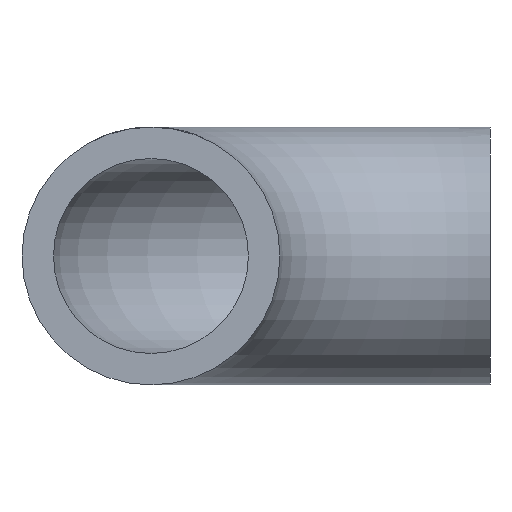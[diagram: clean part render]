
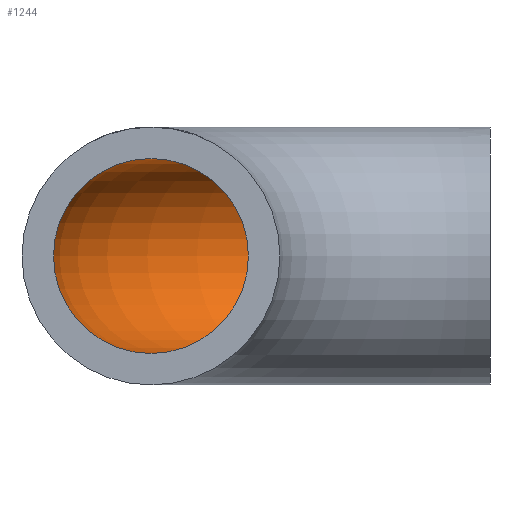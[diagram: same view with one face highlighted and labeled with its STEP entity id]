
A CAD part, front view. The second image highlights one B-rep face of the part: STEP entity #1244.
In plain terms, the highlighted toroidal (fillet/blend) face has major radius 28 mm and minor radius 8.05 mm.
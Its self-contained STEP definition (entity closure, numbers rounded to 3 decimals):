
#373 = EDGE_CURVE ( 'NONE', #1344, #1344, #1074, .T. ) ;
#945 = ORIENTED_EDGE ( 'NONE', *, *, #373, .T. ) ;
#1074 = CIRCLE ( 'NONE', #1492, 8.05 ) ;
#1244 = ADVANCED_FACE ( 'NONE', ( #6724, #7771 ), #1993, .F. ) ;
#1341 = CARTESIAN_POINT ( 'NONE',  ( -28., 0., 0. ) ) ;
#1344 = VERTEX_POINT ( 'NONE', #3287 ) ;
#1492 = AXIS2_PLACEMENT_3D ( 'NONE', #4093, #3980, #6071 ) ;
#1993 = TOROIDAL_SURFACE ( 'NONE', #5609, 28., 8.05 ) ;
#3287 = CARTESIAN_POINT ( 'NONE',  ( 0., 36.05, 0. ) ) ;
#3288 = CIRCLE ( 'NONE', #7967, 8.05 ) ;
#3367 = ORIENTED_EDGE ( 'NONE', *, *, #4541, .F. ) ;
#3608 = EDGE_LOOP ( 'NONE', ( #3367 ) ) ;
#3980 = DIRECTION ( 'NONE',  ( 1., 0., 0. ) ) ;
#4093 = CARTESIAN_POINT ( 'NONE',  ( 0., 28., 0. ) ) ;
#4541 = EDGE_CURVE ( 'NONE', #4881, #4881, #3288, .T. ) ;
#4662 = DIRECTION ( 'NONE',  ( 0., 0., 1. ) ) ;
#4872 = DIRECTION ( 'NONE',  ( -1., 0., 0. ) ) ;
#4881 = VERTEX_POINT ( 'NONE', #7246 ) ;
#5219 = EDGE_LOOP ( 'NONE', ( #945 ) ) ;
#5609 = AXIS2_PLACEMENT_3D ( 'NONE', #6244, #6941, #4872 ) ;
#6071 = DIRECTION ( 'NONE',  ( 0., 1., 0. ) ) ;
#6244 = CARTESIAN_POINT ( 'NONE',  ( 0., 0., 0. ) ) ;
#6724 = FACE_OUTER_BOUND ( 'NONE', #5219, .T. ) ;
#6941 = DIRECTION ( 'NONE',  ( 0., 0., -1. ) ) ;
#7246 = CARTESIAN_POINT ( 'NONE',  ( -28., 0., 8.05 ) ) ;
#7771 = FACE_OUTER_BOUND ( 'NONE', #3608, .T. ) ;
#7967 = AXIS2_PLACEMENT_3D ( 'NONE', #1341, #8699, #4662 ) ;
#8699 = DIRECTION ( 'NONE',  ( 0., 1., 0. ) ) ;
